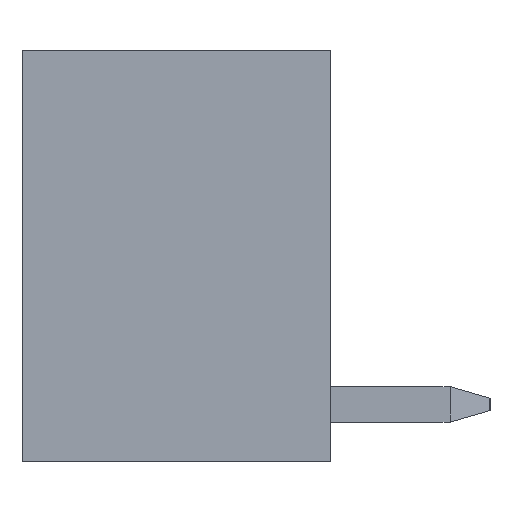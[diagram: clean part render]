
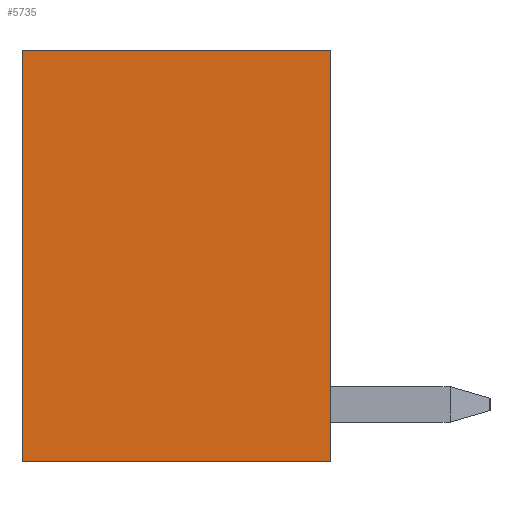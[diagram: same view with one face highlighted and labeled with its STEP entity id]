
A CAD part, left-side view. The second image highlights one B-rep face of the part: STEP entity #5735.
In plain terms, the highlighted planar face has unit normal (-1, 0, 0).
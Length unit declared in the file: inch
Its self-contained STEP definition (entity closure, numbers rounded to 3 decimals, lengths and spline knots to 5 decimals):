
#1=DIRECTION('',(0.,-1.,0.));
#2=VECTOR('',#1,0.27);
#3=CARTESIAN_POINT('',(-0.7165,0.27,0.18));
#4=LINE('',#3,#2);
#587=DIRECTION('',(0.,0.,-1.));
#588=VECTOR('',#587,0.36);
#589=CARTESIAN_POINT('',(-0.7165,0.27,0.18));
#590=LINE('',#589,#588);
#591=DIRECTION('',(0.,0.,-1.));
#592=VECTOR('',#591,0.36);
#593=CARTESIAN_POINT('',(-0.7165,0.,0.18));
#594=LINE('',#593,#592);
#763=DIRECTION('',(0.,-1.,0.));
#764=VECTOR('',#763,0.27);
#765=CARTESIAN_POINT('',(-0.7165,0.27,-0.18));
#766=LINE('',#765,#764);
#4109=CARTESIAN_POINT('',(-0.7165,0.27,0.18));
#4110=CARTESIAN_POINT('',(-0.7165,0.,0.18));
#4111=VERTEX_POINT('',#4109);
#4112=VERTEX_POINT('',#4110);
#4117=CARTESIAN_POINT('',(-0.7165,0.27,-0.18));
#4118=CARTESIAN_POINT('',(-0.7165,0.,-0.18));
#4119=VERTEX_POINT('',#4117);
#4120=VERTEX_POINT('',#4118);
#5721=CARTESIAN_POINT('',(-0.7165,0.27,0.18));
#5722=DIRECTION('',(-1.,0.,0.));
#5723=DIRECTION('',(0.,-1.,0.));
#5724=AXIS2_PLACEMENT_3D('',#5721,#5722,#5723);
#5725=PLANE('',#5724);
#5726=ORIENTED_EDGE('',*,*,#5410,.T.);
#5728=ORIENTED_EDGE('',*,*,#5727,.T.);
#5730=ORIENTED_EDGE('',*,*,#5729,.F.);
#5732=ORIENTED_EDGE('',*,*,#5731,.F.);
#5733=EDGE_LOOP('',(#5726,#5728,#5730,#5732));
#5734=FACE_OUTER_BOUND('',#5733,.F.);
#5735=ADVANCED_FACE('',(#5734),#5725,.T.);
#5410=EDGE_CURVE('',#4111,#4112,#4,.T.);
#5727=EDGE_CURVE('',#4112,#4120,#594,.T.);
#5729=EDGE_CURVE('',#4119,#4120,#766,.T.);
#5731=EDGE_CURVE('',#4111,#4119,#590,.T.);
